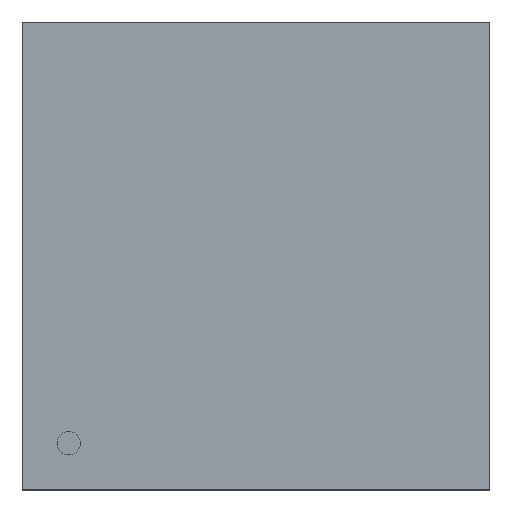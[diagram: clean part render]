
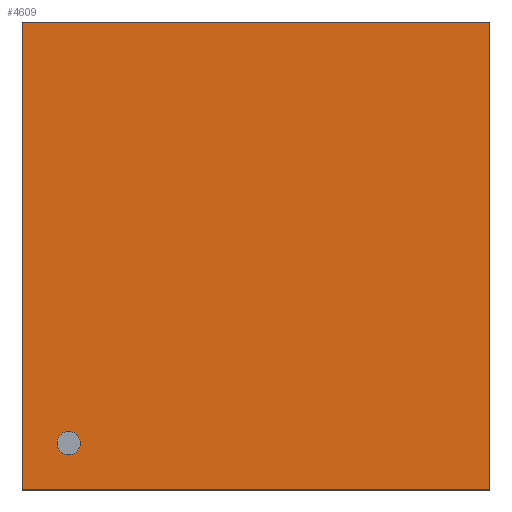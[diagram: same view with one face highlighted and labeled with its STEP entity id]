
A CAD part, top view. The second image highlights one B-rep face of the part: STEP entity #4609.
In plain terms, the highlighted planar face has unit normal (0, 0, 1).
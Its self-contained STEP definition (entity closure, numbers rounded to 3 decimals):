
#4488 = VERTEX_POINT('',#4489);
#4489 = CARTESIAN_POINT('',(7.506,7.506,2.819));
#4495 = EDGE_CURVE('',#4496,#4488,#4498,.T.);
#4496 = VERTEX_POINT('',#4497);
#4497 = CARTESIAN_POINT('',(7.506,-7.506,2.819));
#4498 = LINE('',#4499,#4500);
#4499 = CARTESIAN_POINT('',(7.506,-7.506,2.819));
#4500 = VECTOR('',#4501,1.);
#4501 = DIRECTION('',(0.,1.,0.));
#4526 = VERTEX_POINT('',#4527);
#4527 = CARTESIAN_POINT('',(-7.506,7.506,2.819));
#4533 = EDGE_CURVE('',#4488,#4526,#4534,.T.);
#4534 = LINE('',#4535,#4536);
#4535 = CARTESIAN_POINT('',(7.506,7.506,2.819));
#4536 = VECTOR('',#4537,1.);
#4537 = DIRECTION('',(-1.,0.,0.));
#4557 = VERTEX_POINT('',#4558);
#4558 = CARTESIAN_POINT('',(-7.506,-7.506,2.819));
#4564 = EDGE_CURVE('',#4526,#4557,#4565,.T.);
#4565 = LINE('',#4566,#4567);
#4566 = CARTESIAN_POINT('',(-7.506,7.506,2.819));
#4567 = VECTOR('',#4568,1.);
#4568 = DIRECTION('',(0.,-1.,0.));
#4586 = EDGE_CURVE('',#4557,#4496,#4587,.T.);
#4587 = LINE('',#4588,#4589);
#4588 = CARTESIAN_POINT('',(-7.506,-7.506,2.819));
#4589 = VECTOR('',#4590,1.);
#4590 = DIRECTION('',(1.,0.,0.));
#4609 = ADVANCED_FACE('',(#4610),#4616,.T.);
#4610 = FACE_BOUND('',#4611,.T.);
#4611 = EDGE_LOOP('',(#4612,#4613,#4614,#4615));
#4612 = ORIENTED_EDGE('',*,*,#4495,.T.);
#4613 = ORIENTED_EDGE('',*,*,#4533,.T.);
#4614 = ORIENTED_EDGE('',*,*,#4564,.T.);
#4615 = ORIENTED_EDGE('',*,*,#4586,.T.);
#4616 = PLANE('',#4617);
#4617 = AXIS2_PLACEMENT_3D('',#4618,#4619,#4620);
#4618 = CARTESIAN_POINT('',(7.506,-7.506,2.819));
#4619 = DIRECTION('',(0.,0.,1.));
#4620 = DIRECTION('',(-1.,0.,0.));
